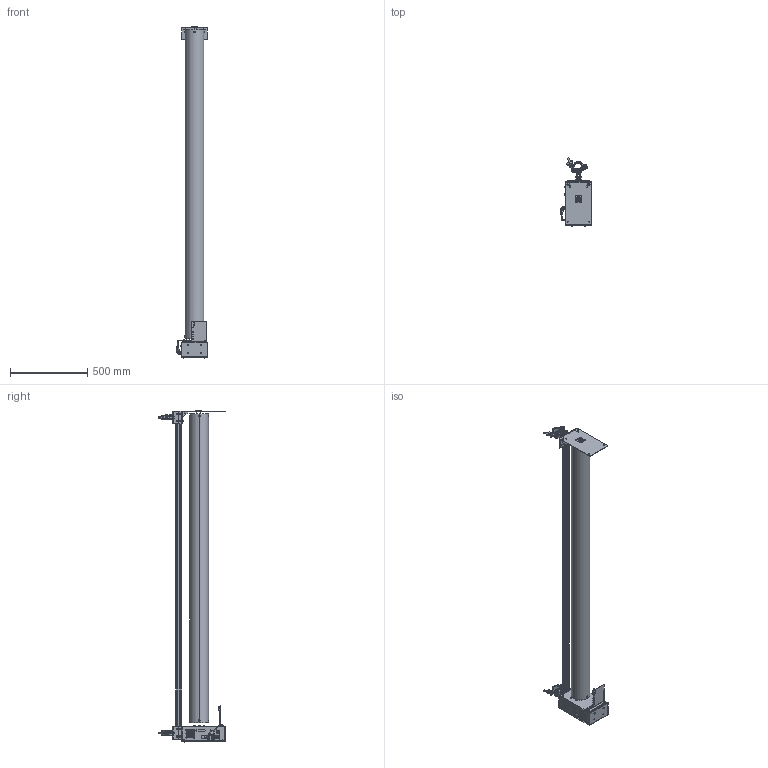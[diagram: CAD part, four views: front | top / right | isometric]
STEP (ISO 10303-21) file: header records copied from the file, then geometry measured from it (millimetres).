
FILE_DESCRIPTION (( 'STEP AP214' ), '1' );
FILE_NAME ('239.001.001_Main_Assembly_2m.step', '2022-08-11T08:14:58', ( '' ), ( '' ), 'SwSTEP 2.0', 'SolidWorks 2022', '' );
FILE_SCHEMA (( 'AUTOMOTIVE_DESIGN' ));
Length unit declared in the file: millimetre
Products named in the file (1): 239.001.001_Main_Assembly_2m
Bounding box: 204.9 x 439.6 x 2147.4 mm (x, y, z)
Surface area: 2130083.6 mm2 (no closed solid volume)
Topology: 0 solids, 225 shells, 1301 faces, 5016 edges, 3786 vertices
Faces by surface type: plane 545, cylinder 455, bspline 144, torus 106, cone 38, sphere 13
Entity records: 74828 total; most frequent: CARTESIAN_POINT 19402, DIRECTION 8554, ORIENTED_EDGE 7276, EDGE_CURVE 5001, VERTEX_POINT 3786, AXIS2_PLACEMENT_3D 3093, LINE 2368, VECTOR 2368
